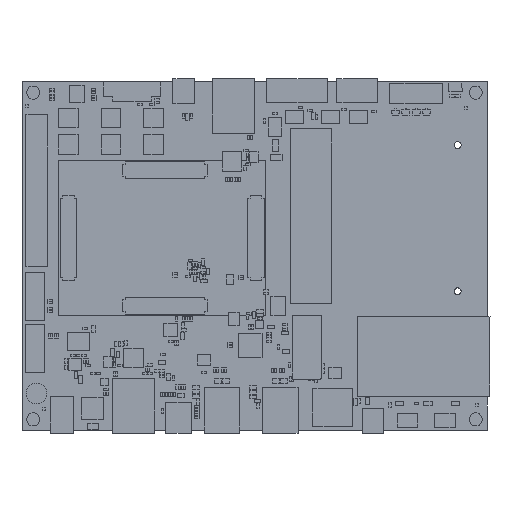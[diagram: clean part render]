
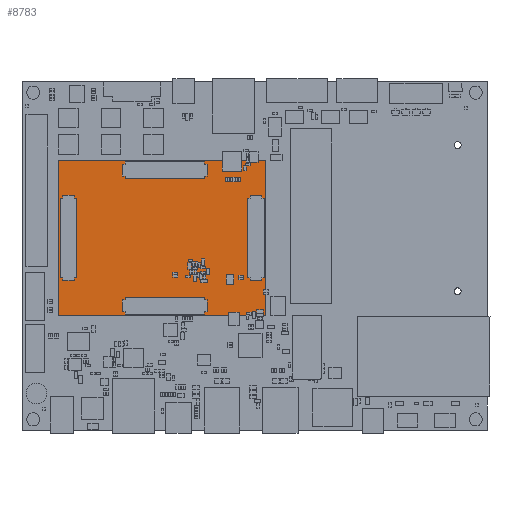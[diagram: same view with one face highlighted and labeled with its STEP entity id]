
A CAD part, top view. The second image highlights one B-rep face of the part: STEP entity #8783.
In plain terms, the highlighted planar face has unit normal (0, 0, 1).
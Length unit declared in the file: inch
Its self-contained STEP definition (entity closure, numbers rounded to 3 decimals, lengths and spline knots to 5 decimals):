
#5251=FACE_OUTER_BOUND($,#5873,.F.);
#5873=EDGE_LOOP($,(#10325,#10326,#10327,#10328));
#6681=AXIS2_PLACEMENT_3D($,#20972,#17473,$);
#8225=PLANE($,#6681);
#8783=ADVANCED_FACE($,(#5251),#8225,.T.);
#10325=ORIENTED_EDGE($,*,*,#12233,.T.);
#10326=ORIENTED_EDGE($,*,*,#12234,.T.);
#10327=ORIENTED_EDGE($,*,*,#12235,.T.);
#10328=ORIENTED_EDGE($,*,*,#12236,.T.);
#12233=EDGE_CURVE($,#15852,#15853,#14667,.T.);
#12234=EDGE_CURVE($,#15853,#15854,#14668,.T.);
#12235=EDGE_CURVE($,#15854,#15855,#14669,.T.);
#12236=EDGE_CURVE($,#15855,#15852,#14670,.T.);
#13454=VECTOR($,#18310,2.3682);
#13455=VECTOR($,#18311,3.1556);
#13456=VECTOR($,#18312,2.3682);
#13457=VECTOR($,#18313,3.1556);
#14667=LINE($,#20971,#13454);
#14668=LINE($,#20972,#13455);
#14669=LINE($,#20973,#13456);
#14670=LINE($,#20974,#13457);
#15852=VERTEX_POINT($,#20971);
#15853=VERTEX_POINT($,#20972);
#15854=VERTEX_POINT($,#20973);
#15855=VERTEX_POINT($,#20974);
#17473=DIRECTION($,(0.,0.,1.));
#18310=DIRECTION($,(0.,1.,0.));
#18311=DIRECTION($,(1.,0.,0.));
#18312=DIRECTION($,(0.,-1.,0.));
#18313=DIRECTION($,(-1.,0.,0.));
#20971=CARTESIAN_POINT('',(-1.5778,-1.1841,0.001));
#20972=CARTESIAN_POINT('',(-1.5778,1.1841,0.001));
#20973=CARTESIAN_POINT('',(1.5778,1.1841,0.001));
#20974=CARTESIAN_POINT('',(1.5778,-1.1841,0.001));
